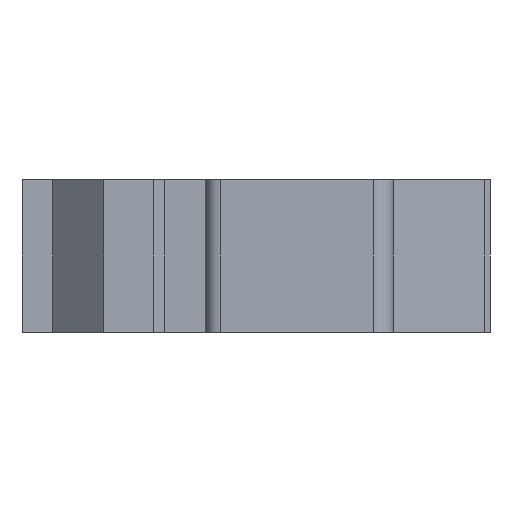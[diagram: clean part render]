
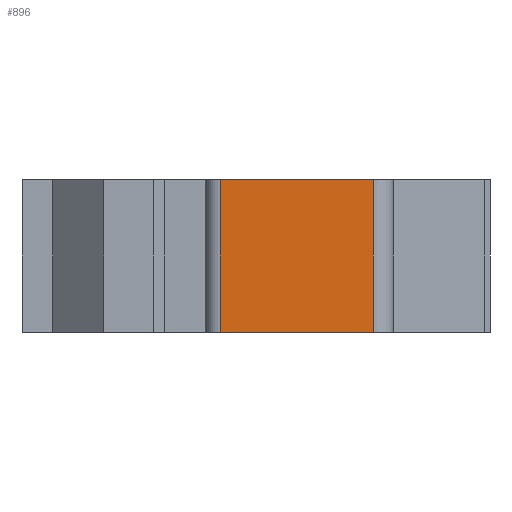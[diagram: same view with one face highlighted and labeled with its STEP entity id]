
A CAD part, front view. The second image highlights one B-rep face of the part: STEP entity #896.
In plain terms, the highlighted planar face has unit normal (0, -1, 0).
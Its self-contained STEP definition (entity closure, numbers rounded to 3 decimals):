
#43=PLANE('',#968);
#131=LINE('',#1411,#240);
#132=LINE('',#1415,#241);
#133=LINE('',#1417,#242);
#134=LINE('',#1419,#243);
#240=VECTOR('',#1153,1000.);
#241=VECTOR('',#1158,1000.);
#242=VECTOR('',#1159,1000.);
#243=VECTOR('',#1160,1000.);
#393=ORIENTED_EDGE('',*,*,#622,.T.);
#394=ORIENTED_EDGE('',*,*,#623,.F.);
#395=ORIENTED_EDGE('',*,*,#624,.F.);
#396=ORIENTED_EDGE('',*,*,#620,.T.);
#620=EDGE_CURVE('',#721,#720,#131,.T.);
#622=EDGE_CURVE('',#720,#722,#132,.T.);
#623=EDGE_CURVE('',#723,#722,#133,.T.);
#624=EDGE_CURVE('',#721,#723,#134,.T.);
#720=VERTEX_POINT('',#1410);
#721=VERTEX_POINT('',#1412);
#722=VERTEX_POINT('',#1416);
#723=VERTEX_POINT('',#1418);
#796=EDGE_LOOP('',(#393,#394,#395,#396));
#841=FACE_BOUND('',#796,.T.);
#896=ADVANCED_FACE('',(#841),#43,.F.);
#968=AXIS2_PLACEMENT_3D('',#1414,#1156,#1157);
#1153=DIRECTION('',(0.,0.,-1.));
#1156=DIRECTION('',(0.,1.,0.));
#1157=DIRECTION('',(-1.,0.,0.));
#1158=DIRECTION('',(1.,0.,0.));
#1159=DIRECTION('',(0.,0.,-1.));
#1160=DIRECTION('',(1.,0.,0.));
#1410=CARTESIAN_POINT('',(-3.5,-20.999,0.));
#1411=CARTESIAN_POINT('',(-3.5,-20.999,15.));
#1412=CARTESIAN_POINT('',(-3.5,-20.999,15.));
#1414=CARTESIAN_POINT('',(11.5,-20.999,15.));
#1415=CARTESIAN_POINT('',(11.5,-20.999,0.));
#1416=CARTESIAN_POINT('',(11.5,-20.999,0.));
#1417=CARTESIAN_POINT('',(11.5,-20.999,15.));
#1418=CARTESIAN_POINT('',(11.5,-20.999,15.));
#1419=CARTESIAN_POINT('',(11.5,-20.999,15.));
